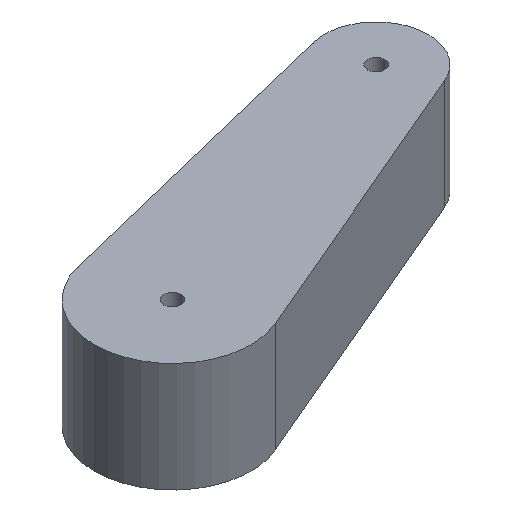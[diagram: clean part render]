
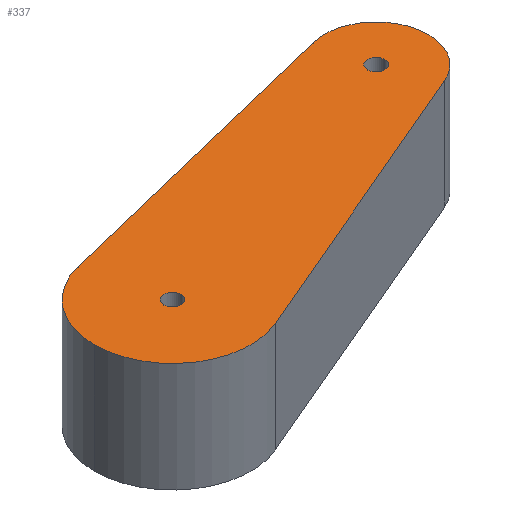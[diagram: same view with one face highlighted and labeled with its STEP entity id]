
A CAD part, isometric view. The second image highlights one B-rep face of the part: STEP entity #337.
In plain terms, the highlighted planar face has unit normal (0, 0, 1).
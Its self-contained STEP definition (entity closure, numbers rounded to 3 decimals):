
#3 = VERTEX_POINT ( 'NONE', #234 ) ;
#4 = CIRCLE ( 'NONE', #22, 30. ) ;
#5 = CARTESIAN_POINT ( 'NONE',  ( 5., 0., 31.5 ) ) ;
#8 = VERTEX_POINT ( 'NONE', #203 ) ;
#15 = EDGE_LOOP ( 'NONE', ( #331, #335, #329, #401, #371 ) ) ;
#19 = CARTESIAN_POINT ( 'NONE',  ( 17.647, -41.396, 31.5 ) ) ;
#22 = AXIS2_PLACEMENT_3D ( 'NONE', #280, #149, #282 ) ;
#34 = CARTESIAN_POINT ( 'NONE',  ( -10.724, 43.703, 31.5 ) ) ;
#39 = FACE_BOUND ( 'NONE', #77, .T. ) ;
#41 = VECTOR ( 'NONE', #145, 1000. ) ;
#43 = VERTEX_POINT ( 'NONE', #5 ) ;
#50 = CIRCLE ( 'NONE', #353, 45. ) ;
#56 = CARTESIAN_POINT ( 'NONE',  ( 17.647, -41.396, 31.5 ) ) ;
#57 = DIRECTION ( 'NONE',  ( 0., 0., 1. ) ) ;
#60 = DIRECTION ( 'NONE',  ( 1., 0., 0. ) ) ;
#77 = EDGE_LOOP ( 'NONE', ( #263, #237 ) ) ;
#79 = VERTEX_POINT ( 'NONE', #290 ) ;
#83 = CIRCLE ( 'NONE', #296, 5. ) ;
#94 = DIRECTION ( 'NONE',  ( 1., 0., 0. ) ) ;
#95 = EDGE_CURVE ( 'NONE', #272, #168, #225, .T. ) ;
#97 = CARTESIAN_POINT ( 'NONE',  ( -10.724, 43.703, 31.5 ) ) ;
#102 = FACE_BOUND ( 'NONE', #361, .T. ) ;
#104 = DIRECTION ( 'NONE',  ( 1., 0., 0. ) ) ;
#109 = CARTESIAN_POINT ( 'NONE',  ( 0., 0., 31.5 ) ) ;
#116 = VERTEX_POINT ( 'NONE', #384 ) ;
#117 = AXIS2_PLACEMENT_3D ( 'NONE', #286, #295, #104 ) ;
#132 = PLANE ( 'NONE',  #309 ) ;
#143 = ORIENTED_EDGE ( 'NONE', *, *, #322, .F. ) ;
#145 = DIRECTION ( 'NONE',  ( 0.92, 0.392, 0. ) ) ;
#147 = AXIS2_PLACEMENT_3D ( 'NONE', #277, #242, #94 ) ;
#149 = DIRECTION ( 'NONE',  ( 0., 0., 1. ) ) ;
#168 = VERTEX_POINT ( 'NONE', #97 ) ;
#172 = EDGE_CURVE ( 'NONE', #168, #8, #50, .T. ) ;
#173 = CIRCLE ( 'NONE', #210, 5. ) ;
#201 = CARTESIAN_POINT ( 'NONE',  ( 0., 0., 31.5 ) ) ;
#203 = CARTESIAN_POINT ( 'NONE',  ( -45., 0., 31.5 ) ) ;
#207 = CIRCLE ( 'NONE', #260, 5. ) ;
#208 = ORIENTED_EDGE ( 'NONE', *, *, #306, .F. ) ;
#210 = AXIS2_PLACEMENT_3D ( 'NONE', #109, #232, #315 ) ;
#211 = VERTEX_POINT ( 'NONE', #56 ) ;
#213 = CARTESIAN_POINT ( 'NONE',  ( 168.354, 87.646, 31.5 ) ) ;
#215 = CARTESIAN_POINT ( 'NONE',  ( 175.504, 58.51, 31.5 ) ) ;
#225 = LINE ( 'NONE', #34, #249 ) ;
#232 = DIRECTION ( 'NONE',  ( 0., 0., 1. ) ) ;
#234 = CARTESIAN_POINT ( 'NONE',  ( -5., 0., 31.5 ) ) ;
#237 = ORIENTED_EDGE ( 'NONE', *, *, #419, .F. ) ;
#242 = DIRECTION ( 'NONE',  ( 0., 0., 1. ) ) ;
#249 = VECTOR ( 'NONE', #418, 1000. ) ;
#253 = DIRECTION ( 'NONE',  ( 0., 0., 1. ) ) ;
#259 = DIRECTION ( 'NONE',  ( 1., 0., 0. ) ) ;
#260 = AXIS2_PLACEMENT_3D ( 'NONE', #215, #342, #60 ) ;
#263 = ORIENTED_EDGE ( 'NONE', *, *, #354, .F. ) ;
#265 = EDGE_CURVE ( 'NONE', #116, #272, #4, .T. ) ;
#272 = VERTEX_POINT ( 'NONE', #213 ) ;
#276 = EDGE_CURVE ( 'NONE', #211, #116, #307, .T. ) ;
#277 = CARTESIAN_POINT ( 'NONE',  ( 0., 0., 31.5 ) ) ;
#280 = CARTESIAN_POINT ( 'NONE',  ( 175.504, 58.51, 31.5 ) ) ;
#282 = DIRECTION ( 'NONE',  ( 1., 0., 0. ) ) ;
#286 = CARTESIAN_POINT ( 'NONE',  ( 0., 0., 31.5 ) ) ;
#290 = CARTESIAN_POINT ( 'NONE',  ( 170.504, 58.51, 31.5 ) ) ;
#291 = DIRECTION ( 'NONE',  ( 1., 0., 0. ) ) ;
#295 = DIRECTION ( 'NONE',  ( 0., 0., 1. ) ) ;
#296 = AXIS2_PLACEMENT_3D ( 'NONE', #324, #253, #291 ) ;
#297 = VERTEX_POINT ( 'NONE', #378 ) ;
#298 = EDGE_CURVE ( 'NONE', #8, #211, #334, .T. ) ;
#305 = DIRECTION ( 'NONE',  ( 1., 0., 0. ) ) ;
#306 = EDGE_CURVE ( 'NONE', #79, #297, #207, .T. ) ;
#307 = LINE ( 'NONE', #19, #41 ) ;
#309 = AXIS2_PLACEMENT_3D ( 'NONE', #201, #323, #259 ) ;
#315 = DIRECTION ( 'NONE',  ( 1., 0., 0. ) ) ;
#322 = EDGE_CURVE ( 'NONE', #297, #79, #83, .T. ) ;
#323 = DIRECTION ( 'NONE',  ( 0., 0., 1. ) ) ;
#324 = CARTESIAN_POINT ( 'NONE',  ( 175.504, 58.51, 31.5 ) ) ;
#329 = ORIENTED_EDGE ( 'NONE', *, *, #276, .T. ) ;
#331 = ORIENTED_EDGE ( 'NONE', *, *, #172, .T. ) ;
#334 = CIRCLE ( 'NONE', #147, 45. ) ;
#335 = ORIENTED_EDGE ( 'NONE', *, *, #298, .T. ) ;
#337 = ADVANCED_FACE ( 'NONE', ( #102, #356, #39 ), #132, .T. ) ;
#342 = DIRECTION ( 'NONE',  ( 0., 0., 1. ) ) ;
#353 = AXIS2_PLACEMENT_3D ( 'NONE', #410, #57, #305 ) ;
#354 = EDGE_CURVE ( 'NONE', #3, #43, #370, .T. ) ;
#356 = FACE_OUTER_BOUND ( 'NONE', #15, .T. ) ;
#361 = EDGE_LOOP ( 'NONE', ( #208, #143 ) ) ;
#370 = CIRCLE ( 'NONE', #117, 5. ) ;
#371 = ORIENTED_EDGE ( 'NONE', *, *, #95, .T. ) ;
#378 = CARTESIAN_POINT ( 'NONE',  ( 180.504, 58.51, 31.5 ) ) ;
#384 = CARTESIAN_POINT ( 'NONE',  ( 187.268, 30.913, 31.5 ) ) ;
#401 = ORIENTED_EDGE ( 'NONE', *, *, #265, .T. ) ;
#410 = CARTESIAN_POINT ( 'NONE',  ( 0., 0., 31.5 ) ) ;
#418 = DIRECTION ( 'NONE',  ( -0.971, -0.238, 0. ) ) ;
#419 = EDGE_CURVE ( 'NONE', #43, #3, #173, .T. ) ;
